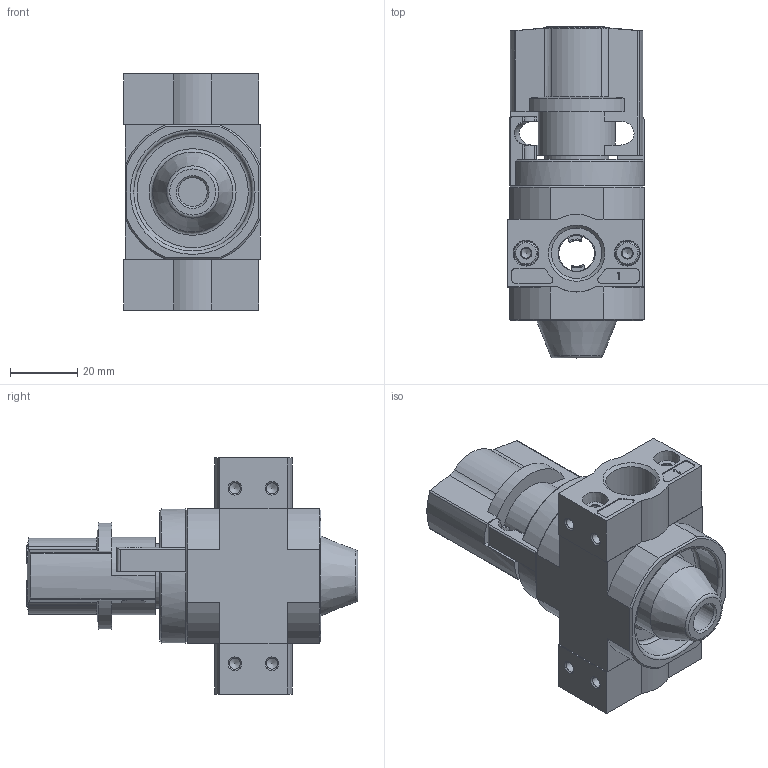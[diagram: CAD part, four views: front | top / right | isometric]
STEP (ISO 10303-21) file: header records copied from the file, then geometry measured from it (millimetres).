
FILE_DESCRIPTION(/* description */ ('STEP AP214'),/* implementation_level */ '2;1');
FILE_NAME(/* name */ '162808_HE-3_8-D-MINI',/* time_stamp */ '2024-08-29T02:46:57+02:00',/* author */ ('License CC BY-ND 4.0'),/* organization */ ('CADENAS'),/* preprocessor_version */ 'ST-DEVELOPER v19.3',/* originating_system */ 'PARTsolutions',/* authorisation */ ' ');
FILE_SCHEMA (('AUTOMOTIVE_DESIGN {1 0 10303 214 3 1 1}'));
Length unit declared in the file: millimetre
Products named in the file (6): 162808 HE-3/8-D-MINI; 360720 HE-MINI; 359787 LF-D-MINI; 380293 PBL-3/8-D-MINI-L---(1) p1; DIN-912 - M4x16(F); 380295 PBL-3/8-D-MINI-R---(0) p1
Assembly tree (9 placements, depth 2):
  162808 HE-3/8-D-MINI
    360720 HE-MINI
    359787 LF-D-MINI  x2
    380293 PBL-3/8-D-MINI-L---(1) p1
    DIN-912 - M4x16(F)  x4
    380295 PBL-3/8-D-MINI-R---(0) p1
Bounding box: 40.4 x 98.39 x 70 mm (x, y, z)
Volume: 106089.5 mm3; surface area: 35166.3 mm2
Topology: 9 solids, 9 shells, 524 faces, 1242 edges, 776 vertices
Faces by surface type: plane 229, cylinder 183, cone 95, sphere 9, torus 8
Full cylindrical faces by diameter (mm): 3.242 x8, 4 x4, 5.2 x4, 6.3 x4, 6.5 x2, 7 x4, 8 x4, 8.2 x4, 8.566 x1, 10.6 x1, 11 x2, 11.4 x1, 12.01 x1, 12.2 x1, 14.95 x2, 15.6 x1, 15.7 x1, 16 x1, 19 x1, 19.1 x2, 22.9 x1, 23.7 x1, 35 x1
Entity records: 14266 total; most frequent: CARTESIAN_POINT 2248, DIRECTION 2222, ORIENTED_EDGE 1900, EDGE_CURVE 950, AXIS2_PLACEMENT_3D 895, VERTEX_POINT 667, FACE_BOUND 575, EDGE_LOOP 568
